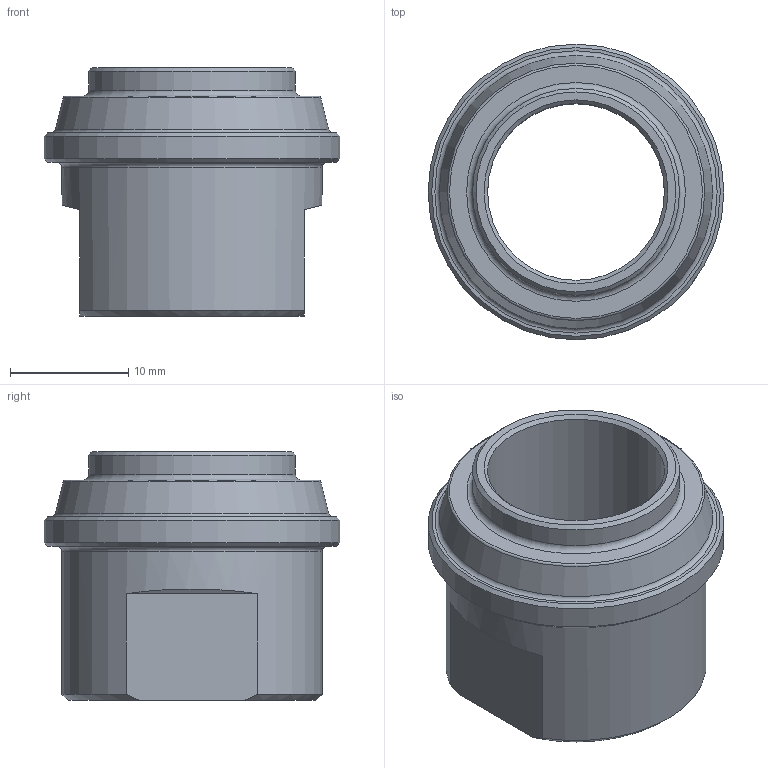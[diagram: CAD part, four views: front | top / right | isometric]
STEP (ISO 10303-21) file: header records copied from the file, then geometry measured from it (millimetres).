
FILE_DESCRIPTION(/* description */ (''),/* implementation_level */ '2;1');
FILE_NAME(/* name */ '3D_R134-EO-DN10_171018120.stp',/* time_stamp */ '2021-06-16T15:44:10+02:00',/* author */ ('cad'),/* organization */ (''),/* preprocessor_version */ 'ST-DEVELOPER v18.1',/* originating_system */ 'Autodesk Inventor 2022',/* authorisation */ '');
FILE_SCHEMA (('AUTOMOTIVE_DESIGN { 1 0 10303 214 3 1 1 }'));
Length unit declared in the file: millimetre
Products named in the file (1): 3D_R134-EO-DN10_171018120
Bounding box: 25 x 25 x 21 mm (x, y, z)
Volume: 4043.1 mm3; surface area: 2877.4 mm2
Topology: 1 solids, 1 shells, 25 faces, 59 edges, 39 vertices
Faces by surface type: plane 9, cone 8, cylinder 4, torus 4
Full cylindrical faces by diameter (mm): 14.95 x1, 17.5 x1, 22 x1, 25 x1
Entity records: 783 total; most frequent: DIRECTION 144, CARTESIAN_POINT 132, ORIENTED_EDGE 118, AXIS2_PLACEMENT_3D 63, EDGE_CURVE 59, VERTEX_POINT 39, CIRCLE 35, EDGE_LOOP 30
